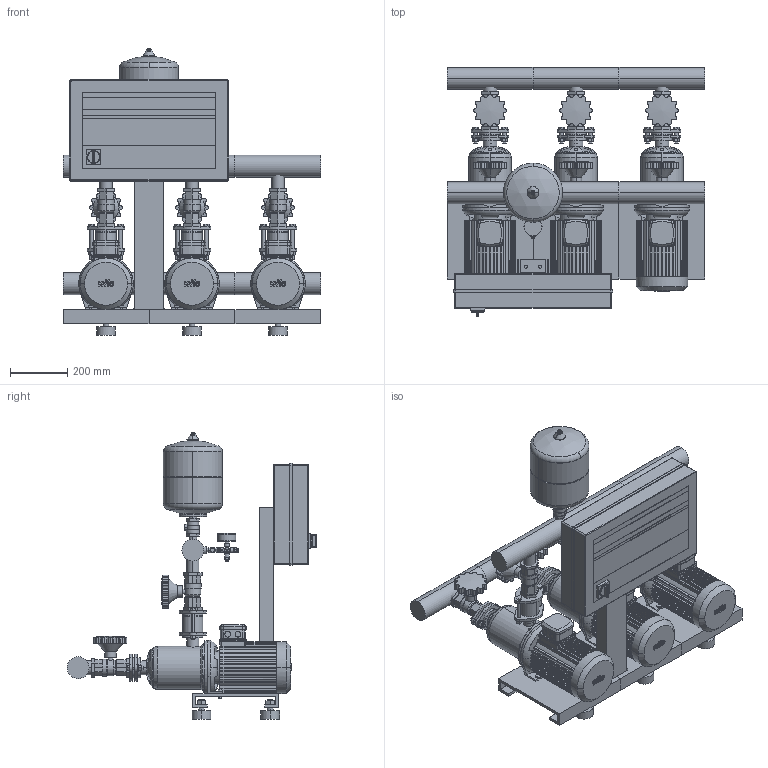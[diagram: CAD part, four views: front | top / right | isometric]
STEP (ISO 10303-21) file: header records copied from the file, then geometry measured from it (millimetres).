
FILE_DESCRIPTION((''),'2;1');
FILE_NAME('3d_CO-3MHI805N_ER-EB-2534345.stp','2016-08-24T08:02:57',(''),(''),'Mechanical Desktop 2009','Mechanical Desktop 2009',', , ');
FILE_SCHEMA(('CONFIG_CONTROL_DESIGN'));
Length unit declared in the file: millimetre
Products named in the file (1): Product
Bounding box: 900 x 870 x 1000 mm (x, y, z)
Volume: 86204740.1 mm3; surface area: 5731572.5 mm2
Topology: 114 solids, 114 shells, 3492 faces, 8615 edges, 5590 vertices
Faces by surface type: plane 1384, cylinder 1018, bspline 804, cone 175, torus 102, sphere 9
Entity records: 113713 total; most frequent: CARTESIAN_POINT 31802, ORIENTED_EDGE 17222, DIRECTION 16584, EDGE_CURVE 8611, AXIS2_PLACEMENT_3D 5845, VERTEX_POINT 5586, VECTOR 4894, LINE 4894
